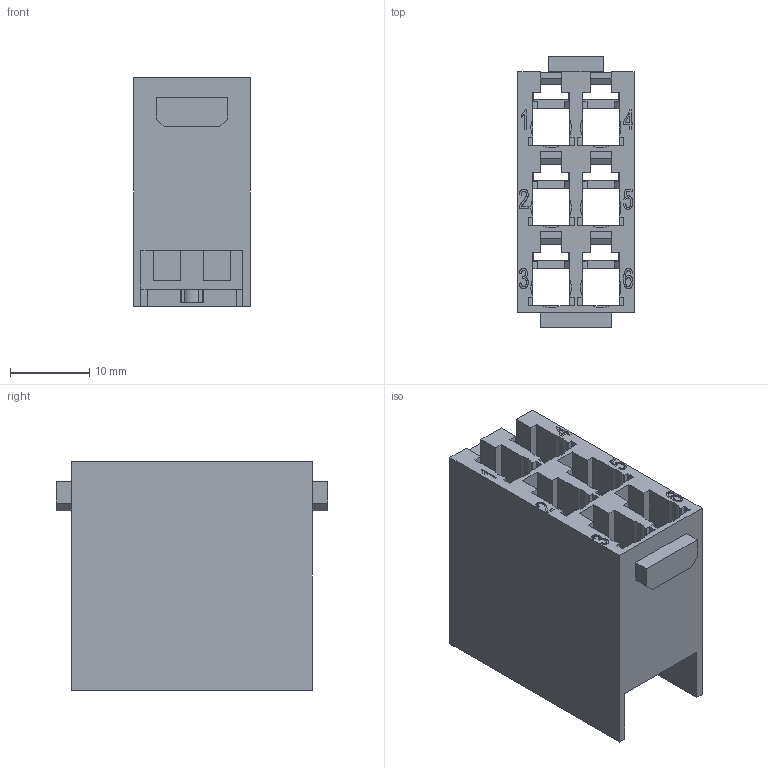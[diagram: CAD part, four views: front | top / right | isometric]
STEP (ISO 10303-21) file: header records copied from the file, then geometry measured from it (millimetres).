
FILE_DESCRIPTION(/* description */ (''),/* implementation_level */ '2;1');
FILE_NAME(/* name */ '100575512ugm000_b.stp',/* time_stamp */ '2018-04-05T13:41:26+02:00',/* author */ (''),/* organization */ (''),/* preprocessor_version */ 'ST-DEVELOPER v16',/* originating_system */ 'SIEMENS PLM Software NX 10.0',/* authorisation */ '');
FILE_SCHEMA (('AUTOMOTIVE_DESIGN { 1 0 10303 214 3 1 1 1 }'));
Length unit declared in the file: millimetre
Products named in the file (1): 100575512ugm000_b
Bounding box: 14.67 x 34.2 x 28.8 mm (x, y, z)
Volume: 5586.6 mm3; surface area: 7817.2 mm2
Topology: 1 solids, 1 shells, 495 faces, 1461 edges, 980 vertices
Faces by surface type: plane 370, extrusion 93, cylinder 32
Full cylindrical faces by diameter (mm): 0.44 x1, 0.52 x1
Entity records: 17575 total; most frequent: CARTESIAN_POINT 3871, ORIENTED_EDGE 2918, DIRECTION 2241, EDGE_CURVE 1459, VECTOR 1295, LINE 1202, VERTEX_POINT 972, EDGE_LOOP 525
